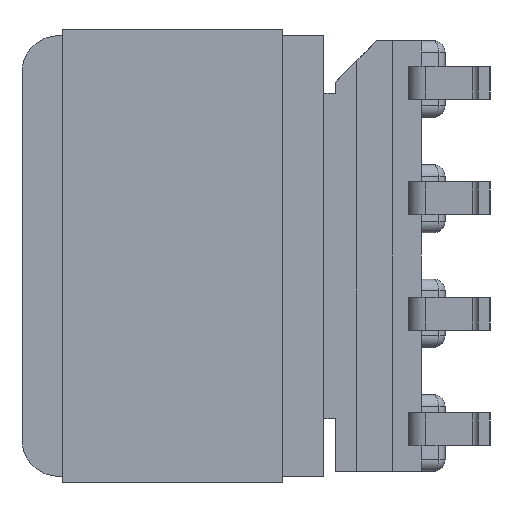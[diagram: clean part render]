
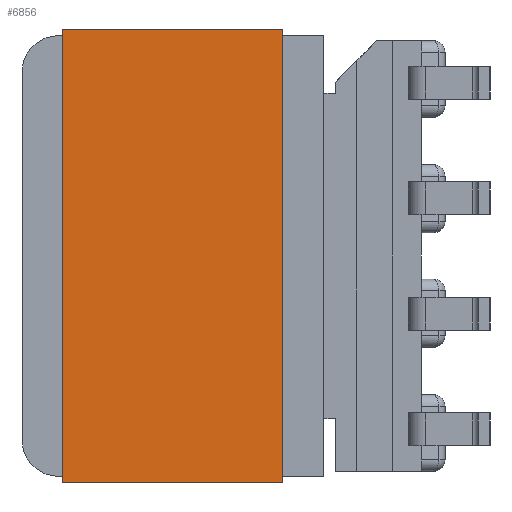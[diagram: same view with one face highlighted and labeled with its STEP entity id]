
A CAD part, left-side view. The second image highlights one B-rep face of the part: STEP entity #6856.
In plain terms, the highlighted planar face has unit normal (-1, 0, 0).
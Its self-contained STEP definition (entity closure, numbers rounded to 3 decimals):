
#71 = VECTOR ( 'NONE', #9641, 1000. ) ;
#323 = ORIENTED_EDGE ( 'NONE', *, *, #2307, .T. ) ;
#808 = LINE ( 'NONE', #8424, #9297 ) ;
#1059 = VERTEX_POINT ( 'NONE', #4067 ) ;
#1482 = EDGE_LOOP ( 'NONE', ( #2783, #3812, #4817, #323 ) ) ;
#2300 = LINE ( 'NONE', #10121, #10518 ) ;
#2307 = EDGE_CURVE ( 'NONE', #1059, #9845, #808, .T. ) ;
#2427 = FACE_OUTER_BOUND ( 'NONE', #1482, .T. ) ;
#2674 = DIRECTION ( 'NONE',  ( 0., -1., 0. ) ) ;
#2783 = ORIENTED_EDGE ( 'NONE', *, *, #10427, .F. ) ;
#2965 = PLANE ( 'NONE',  #10319 ) ;
#3278 = CARTESIAN_POINT ( 'NONE',  ( -0.14, 0.14, -4.75 ) ) ;
#3490 = DIRECTION ( 'NONE',  ( 0., 0., 1. ) ) ;
#3622 = DIRECTION ( 'NONE',  ( 0., 0., 1. ) ) ;
#3757 = LINE ( 'NONE', #7559, #6949 ) ;
#3812 = ORIENTED_EDGE ( 'NONE', *, *, #6225, .F. ) ;
#3828 = CARTESIAN_POINT ( 'NONE',  ( -0.14, 0.14, -4.75 ) ) ;
#4067 = CARTESIAN_POINT ( 'NONE',  ( -0.14, -9.64, -4.75 ) ) ;
#4341 = VERTEX_POINT ( 'NONE', #3278 ) ;
#4462 = LINE ( 'NONE', #4736, #71 ) ;
#4657 = DIRECTION ( 'NONE',  ( 0., -1., 0. ) ) ;
#4736 = CARTESIAN_POINT ( 'NONE',  ( -0.14, 0.14, -4.75 ) ) ;
#4817 = ORIENTED_EDGE ( 'NONE', *, *, #9189, .T. ) ;
#4858 = CARTESIAN_POINT ( 'NONE',  ( -0.14, -9.64, 0. ) ) ;
#6225 = EDGE_CURVE ( 'NONE', #4341, #10032, #2300, .T. ) ;
#6742 = CARTESIAN_POINT ( 'NONE',  ( -0.14, 0.14, 0. ) ) ;
#6856 = ADVANCED_FACE ( 'NONE', ( #2427 ), #2965, .T. ) ;
#6949 = VECTOR ( 'NONE', #2674, 1000. ) ;
#7559 = CARTESIAN_POINT ( 'NONE',  ( -0.14, 0.14, 0. ) ) ;
#8424 = CARTESIAN_POINT ( 'NONE',  ( -0.14, -9.64, -4.75 ) ) ;
#9189 = EDGE_CURVE ( 'NONE', #4341, #1059, #4462, .T. ) ;
#9297 = VECTOR ( 'NONE', #3490, 1000. ) ;
#9544 = DIRECTION ( 'NONE',  ( -1., 0., 0. ) ) ;
#9641 = DIRECTION ( 'NONE',  ( 0., -1., 0. ) ) ;
#9845 = VERTEX_POINT ( 'NONE', #4858 ) ;
#10032 = VERTEX_POINT ( 'NONE', #6742 ) ;
#10121 = CARTESIAN_POINT ( 'NONE',  ( -0.14, 0.14, -4.75 ) ) ;
#10319 = AXIS2_PLACEMENT_3D ( 'NONE', #3828, #9544, #4657 ) ;
#10427 = EDGE_CURVE ( 'NONE', #10032, #9845, #3757, .T. ) ;
#10518 = VECTOR ( 'NONE', #3622, 1000. ) ;
